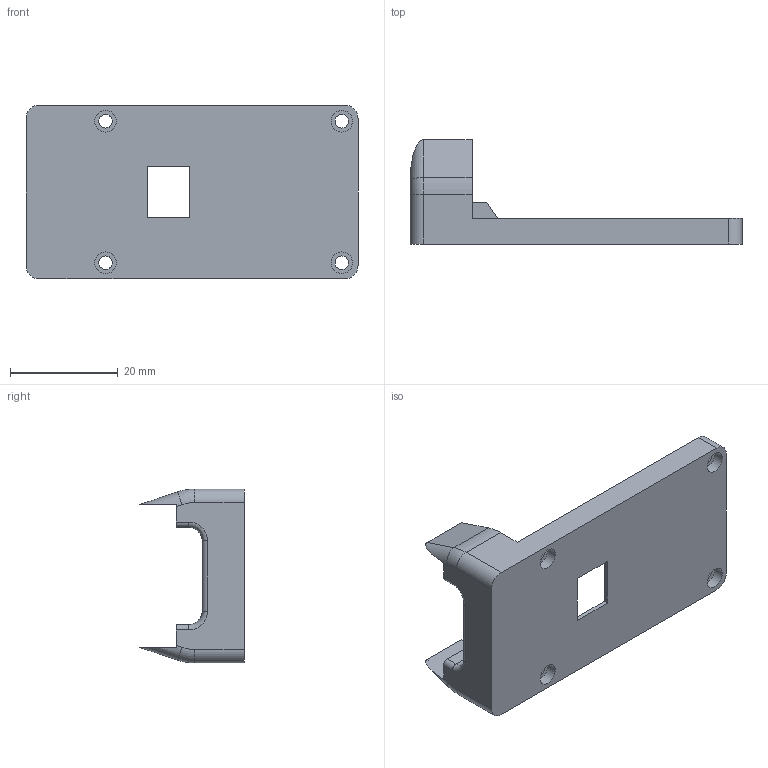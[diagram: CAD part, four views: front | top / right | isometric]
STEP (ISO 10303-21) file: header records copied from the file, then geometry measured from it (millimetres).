
FILE_DESCRIPTION(/* description */ (''),/* implementation_level */ '2;1');
FILE_NAME(/* name */ 'bms can case top.step',/* time_stamp */ '2021-10-24T16:44:14+11:00',/* author */ (''),/* organization */ (''),/* preprocessor_version */ 'ST-DEVELOPER v18.1',/* originating_system */ 'Autodesk Translation Framework v10.10.0.1391',/* authorisation */ '');
FILE_SCHEMA (('AUTOMOTIVE_DESIGN { 1 0 10303 214 3 1 1 }'));
Length unit declared in the file: millimetre
Products named in the file (1): case top (1)
Bounding box: 61.5 x 19.35 x 32.2 mm (x, y, z)
Volume: 7192.5 mm3; surface area: 6051.4 mm2
Topology: 1 solids, 1 shells, 64 faces, 160 edges, 102 vertices
Faces by surface type: plane 35, cylinder 25, torus 4
Full cylindrical faces by diameter (mm): 2.5 x4, 4 x4
Entity records: 1957 total; most frequent: DIRECTION 342, CARTESIAN_POINT 327, ORIENTED_EDGE 320, EDGE_CURVE 160, AXIS2_PLACEMENT_3D 117, LINE 108, VECTOR 108, VERTEX_POINT 102
